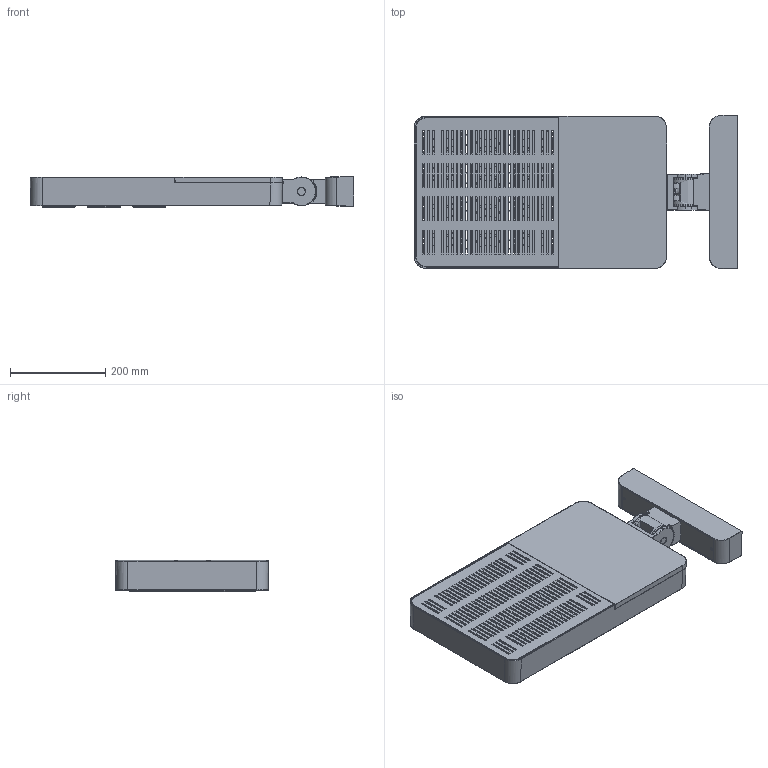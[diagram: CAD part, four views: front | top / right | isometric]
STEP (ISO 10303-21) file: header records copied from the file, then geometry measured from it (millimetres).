
FILE_DESCRIPTION(/* description */ (''),/* implementation_level */ '2;1');
FILE_NAME(/* name */ 'T418400_SOSTITUTO SPOT',/* time_stamp */ '2018-01-29T18:14:42+01:00',/* author */ (''),/* organization */ (''),/* preprocessor_version */ 'ST-DEVELOPER v15',/* originating_system */ '',/* authorisation */ '');
FILE_SCHEMA (('CONFIG_CONTROL_DESIGN'));
Products named in the file (1): Document
Bounding box: 679.68 x 323.14 x 65.57 mm (x, y, z)
Volume: 423843.6 mm3; surface area: 1040841.1 mm2
Topology: 57 solids, 68 shells, 7315 faces, 18135 edges, 10330 vertices
Faces by surface type: bspline 5692, plane 1623
Entity records: 289153 total; most frequent: CARTESIAN_POINT 191923, ORIENTED_EDGE 34960, EDGE_CURVE 17667, VERTEX_POINT 10330, EDGE_LOOP 7669, ADVANCED_FACE 7309, FACE_OUTER_BOUND 7309, B_SPLINE_CURVE_WITH_KNOTS 6518
